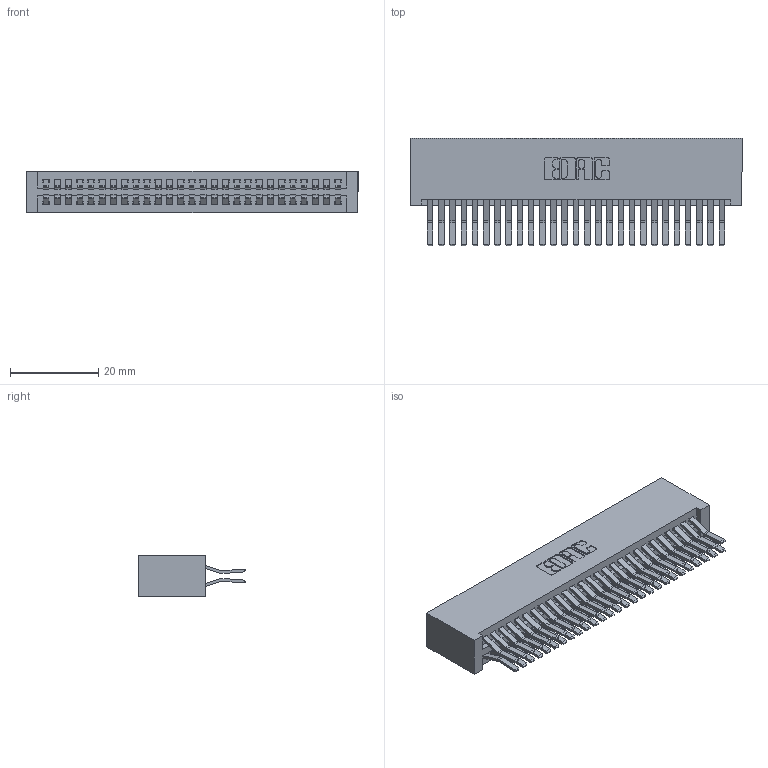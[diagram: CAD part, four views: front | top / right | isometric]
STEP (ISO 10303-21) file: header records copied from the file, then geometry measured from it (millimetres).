
FILE_DESCRIPTION (( 'STEP AP203' ), '1' );
FILE_NAME ('395-054-560-201.STEP', '2019-10-19T17:51:30', ( '' ), ( '' ), 'SwSTEP 2.0', 'SolidWorks 2016', '' );
FILE_SCHEMA (( 'CONFIG_CONTROL_DESIGN' ));
Length unit declared in the file: inch
Products named in the file (3): 345 Part_No Mounting Lugs; 345-292-001_560 Tail; 395-054-560-201
Assembly tree (55 placements, depth 2):
  395-054-560-201
    345 Part_No Mounting Lugs
    345-292-001_560 Tail  x54
Bounding box: 75.18 x 24.45 x 9.4 mm (x, y, z)
Volume: 8134.1 mm3; surface area: 12946.6 mm2
Topology: 55 solids, 55 shells, 2926 faces, 8687 edges, 5718 vertices
Faces by surface type: plane 1858, cylinder 1068
Entity records: 23015 total; most frequent: CARTESIAN_POINT 3872, ORIENTED_EDGE 3806, DIRECTION 3431, EDGE_CURVE 1903, VECTOR 1667, LINE 1667, VERTEX_POINT 1266, AXIS2_PLACEMENT_3D 882
